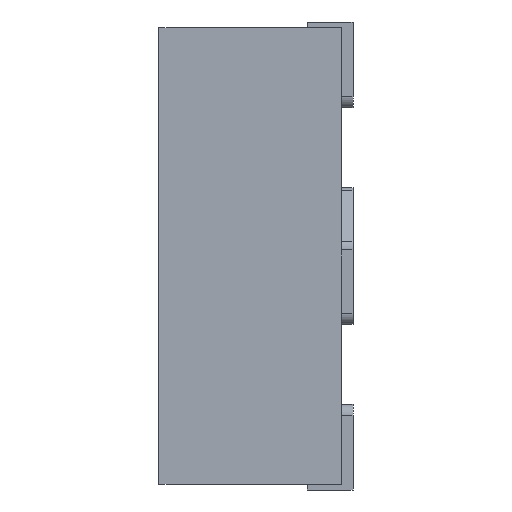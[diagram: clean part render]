
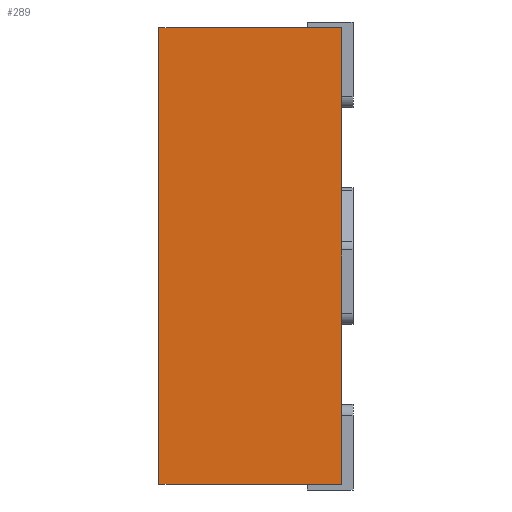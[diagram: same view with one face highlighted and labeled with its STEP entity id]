
A CAD part, left-side view. The second image highlights one B-rep face of the part: STEP entity #289.
In plain terms, the highlighted planar face has unit normal (-1, 0, 0).
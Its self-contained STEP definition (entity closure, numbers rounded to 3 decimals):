
#129 = VECTOR ( 'NONE', #2121, 1000. ) ;
#289 = ADVANCED_FACE ( 'NONE', ( #7723 ), #3624, .F. ) ;
#500 = DIRECTION ( 'NONE',  ( 1., 0., 0. ) ) ;
#731 = EDGE_CURVE ( 'NONE', #7792, #1307, #5576, .T. ) ;
#1307 = VERTEX_POINT ( 'NONE', #2793 ) ;
#1399 = EDGE_LOOP ( 'NONE', ( #3094, #3091, #6351, #6845 ) ) ;
#1880 = VECTOR ( 'NONE', #7516, 1000. ) ;
#2036 = LINE ( 'NONE', #5362, #129 ) ;
#2121 = DIRECTION ( 'NONE',  ( 0., -1., 0. ) ) ;
#2568 = VECTOR ( 'NONE', #5154, 1000. ) ;
#2688 = LINE ( 'NONE', #5327, #2568 ) ;
#2793 = CARTESIAN_POINT ( 'NONE',  ( -1., 0., 1. ) ) ;
#2886 = CARTESIAN_POINT ( 'NONE',  ( -1., 0.8, 1. ) ) ;
#3091 = ORIENTED_EDGE ( 'NONE', *, *, #6533, .F. ) ;
#3094 = ORIENTED_EDGE ( 'NONE', *, *, #731, .T. ) ;
#3143 = CARTESIAN_POINT ( 'NONE',  ( -1., 0.8, 1. ) ) ;
#3384 = EDGE_CURVE ( 'NONE', #7487, #7792, #2688, .T. ) ;
#3624 = PLANE ( 'NONE',  #6161 ) ;
#4117 = VECTOR ( 'NONE', #5828, 1000. ) ;
#4498 = CARTESIAN_POINT ( 'NONE',  ( -1., 0.8, -1. ) ) ;
#4572 = CARTESIAN_POINT ( 'NONE',  ( -1., 0., -1. ) ) ;
#5154 = DIRECTION ( 'NONE',  ( 0., -1., 0. ) ) ;
#5327 = CARTESIAN_POINT ( 'NONE',  ( -1., 0.8, -1. ) ) ;
#5362 = CARTESIAN_POINT ( 'NONE',  ( -1., 0.8, 1. ) ) ;
#5576 = LINE ( 'NONE', #7430, #1880 ) ;
#5781 = DIRECTION ( 'NONE',  ( 0., 0., -1. ) ) ;
#5828 = DIRECTION ( 'NONE',  ( 0., 0., 1. ) ) ;
#5844 = VERTEX_POINT ( 'NONE', #2886 ) ;
#6161 = AXIS2_PLACEMENT_3D ( 'NONE', #3143, #500, #5781 ) ;
#6351 = ORIENTED_EDGE ( 'NONE', *, *, #6662, .F. ) ;
#6533 = EDGE_CURVE ( 'NONE', #5844, #1307, #2036, .T. ) ;
#6662 = EDGE_CURVE ( 'NONE', #7487, #5844, #7086, .T. ) ;
#6845 = ORIENTED_EDGE ( 'NONE', *, *, #3384, .T. ) ;
#7086 = LINE ( 'NONE', #7730, #4117 ) ;
#7430 = CARTESIAN_POINT ( 'NONE',  ( -1., 0., 1. ) ) ;
#7487 = VERTEX_POINT ( 'NONE', #4498 ) ;
#7516 = DIRECTION ( 'NONE',  ( 0., 0., 1. ) ) ;
#7723 = FACE_OUTER_BOUND ( 'NONE', #1399, .T. ) ;
#7730 = CARTESIAN_POINT ( 'NONE',  ( -1., 0.8, 1. ) ) ;
#7792 = VERTEX_POINT ( 'NONE', #4572 ) ;
